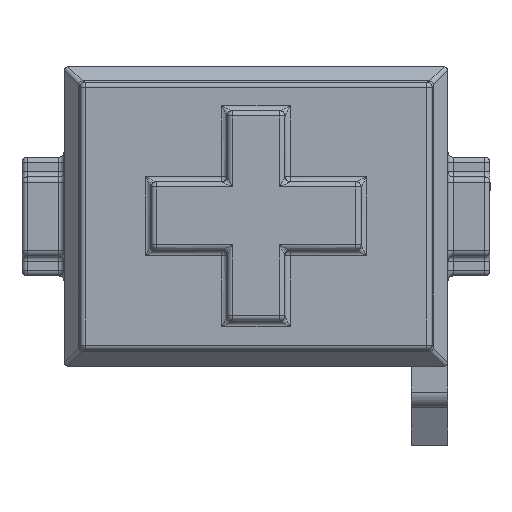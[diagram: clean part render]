
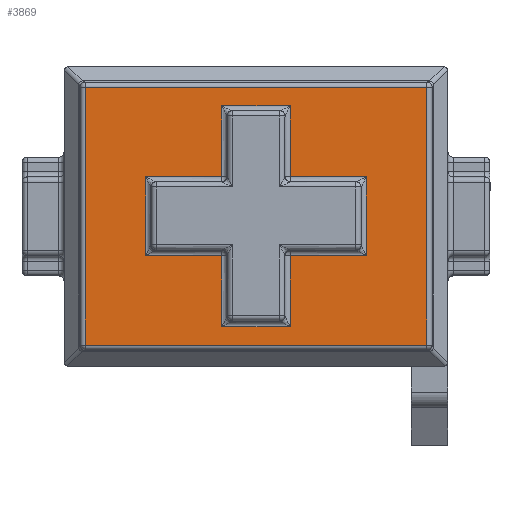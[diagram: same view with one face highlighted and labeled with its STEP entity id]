
A CAD part, top view. The second image highlights one B-rep face of the part: STEP entity #3869.
In plain terms, the highlighted planar face has unit normal (0, 0, 1).
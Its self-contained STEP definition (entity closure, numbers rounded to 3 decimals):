
#200=LINE('',#6089,#485);
#201=LINE('',#6092,#486);
#202=LINE('',#6094,#487);
#203=LINE('',#6096,#488);
#204=LINE('',#6097,#489);
#205=LINE('',#6100,#490);
#206=LINE('',#6102,#491);
#207=LINE('',#6104,#492);
#208=LINE('',#6106,#493);
#209=LINE('',#6108,#494);
#210=LINE('',#6110,#495);
#211=LINE('',#6112,#496);
#212=LINE('',#6114,#497);
#213=LINE('',#6116,#498);
#214=LINE('',#6118,#499);
#215=LINE('',#6120,#500);
#485=VECTOR('',#4767,1000.);
#486=VECTOR('',#4768,1000.);
#487=VECTOR('',#4769,1000.);
#488=VECTOR('',#4770,1000.);
#489=VECTOR('',#4771,1000.);
#490=VECTOR('',#4772,1000.);
#491=VECTOR('',#4773,1000.);
#492=VECTOR('',#4774,1000.);
#493=VECTOR('',#4775,1000.);
#494=VECTOR('',#4776,1000.);
#495=VECTOR('',#4777,1000.);
#496=VECTOR('',#4778,1000.);
#497=VECTOR('',#4779,1000.);
#498=VECTOR('',#4780,1000.);
#499=VECTOR('',#4781,1000.);
#500=VECTOR('',#4782,1000.);
#728=PLANE('',#4178);
#996=ORIENTED_EDGE('',*,*,#2188,.T.);
#997=ORIENTED_EDGE('',*,*,#2189,.T.);
#998=ORIENTED_EDGE('',*,*,#2190,.T.);
#999=ORIENTED_EDGE('',*,*,#2191,.T.);
#1000=ORIENTED_EDGE('',*,*,#2192,.T.);
#1001=ORIENTED_EDGE('',*,*,#2193,.T.);
#1002=ORIENTED_EDGE('',*,*,#2194,.T.);
#1003=ORIENTED_EDGE('',*,*,#2195,.T.);
#1004=ORIENTED_EDGE('',*,*,#2196,.T.);
#1005=ORIENTED_EDGE('',*,*,#2197,.T.);
#1006=ORIENTED_EDGE('',*,*,#2198,.T.);
#1007=ORIENTED_EDGE('',*,*,#2199,.T.);
#1008=ORIENTED_EDGE('',*,*,#2200,.T.);
#1009=ORIENTED_EDGE('',*,*,#2201,.T.);
#1010=ORIENTED_EDGE('',*,*,#2202,.T.);
#1011=ORIENTED_EDGE('',*,*,#2203,.T.);
#2188=EDGE_CURVE('',#2781,#2782,#200,.T.);
#2189=EDGE_CURVE('',#2782,#2783,#201,.T.);
#2190=EDGE_CURVE('',#2783,#2784,#202,.T.);
#2191=EDGE_CURVE('',#2784,#2781,#203,.T.);
#2192=EDGE_CURVE('',#2785,#2786,#204,.T.);
#2193=EDGE_CURVE('',#2786,#2787,#205,.T.);
#2194=EDGE_CURVE('',#2787,#2788,#206,.T.);
#2195=EDGE_CURVE('',#2788,#2789,#207,.T.);
#2196=EDGE_CURVE('',#2789,#2790,#208,.T.);
#2197=EDGE_CURVE('',#2790,#2791,#209,.T.);
#2198=EDGE_CURVE('',#2791,#2792,#210,.T.);
#2199=EDGE_CURVE('',#2792,#2793,#211,.T.);
#2200=EDGE_CURVE('',#2793,#2794,#212,.T.);
#2201=EDGE_CURVE('',#2794,#2795,#213,.T.);
#2202=EDGE_CURVE('',#2795,#2796,#214,.T.);
#2203=EDGE_CURVE('',#2796,#2785,#215,.T.);
#2781=VERTEX_POINT('',#6090);
#2782=VERTEX_POINT('',#6091);
#2783=VERTEX_POINT('',#6093);
#2784=VERTEX_POINT('',#6095);
#2785=VERTEX_POINT('',#6098);
#2786=VERTEX_POINT('',#6099);
#2787=VERTEX_POINT('',#6101);
#2788=VERTEX_POINT('',#6103);
#2789=VERTEX_POINT('',#6105);
#2790=VERTEX_POINT('',#6107);
#2791=VERTEX_POINT('',#6109);
#2792=VERTEX_POINT('',#6111);
#2793=VERTEX_POINT('',#6113);
#2794=VERTEX_POINT('',#6115);
#2795=VERTEX_POINT('',#6117);
#2796=VERTEX_POINT('',#6119);
#3296=EDGE_LOOP('',(#996,#997,#998,#999));
#3297=EDGE_LOOP('',(#1000,#1001,#1002,#1003,#1004,#1005,#1006,#1007,#1008,
#1009,#1010,#1011));
#3571=FACE_BOUND('',#3296,.T.);
#3572=FACE_BOUND('',#3297,.T.);
#3869=ADVANCED_FACE('',(#3571,#3572),#728,.F.);
#4178=AXIS2_PLACEMENT_3D('',#6088,#4765,#4766);
#4765=DIRECTION('',(0.,0.,-1.));
#4766=DIRECTION('',(-1.,0.,0.));
#4767=DIRECTION('',(-1.,0.,0.));
#4768=DIRECTION('',(0.,-1.,0.));
#4769=DIRECTION('',(1.,0.,0.));
#4770=DIRECTION('',(0.,1.,0.));
#4771=DIRECTION('',(0.,1.,0.));
#4772=DIRECTION('',(-1.,0.,0.));
#4773=DIRECTION('',(0.,1.,0.));
#4774=DIRECTION('',(1.,0.,0.));
#4775=DIRECTION('',(0.,1.,0.));
#4776=DIRECTION('',(1.,0.,0.));
#4777=DIRECTION('',(0.,-1.,0.));
#4778=DIRECTION('',(1.,0.,0.));
#4779=DIRECTION('',(0.,-1.,0.));
#4780=DIRECTION('',(-1.,0.,0.));
#4781=DIRECTION('',(0.,-1.,0.));
#4782=DIRECTION('',(-1.,0.,0.));
#6088=CARTESIAN_POINT('',(-16.86,-0.086,11.395));
#6089=CARTESIAN_POINT('',(-20.21,2.364,11.395));
#6090=CARTESIAN_POINT('',(-13.61,2.364,11.395));
#6091=CARTESIAN_POINT('',(-20.11,2.364,11.395));
#6092=CARTESIAN_POINT('',(-20.11,-2.636,11.395));
#6093=CARTESIAN_POINT('',(-20.11,-2.536,11.395));
#6094=CARTESIAN_POINT('',(-13.51,-2.536,11.395));
#6095=CARTESIAN_POINT('',(-13.61,-2.536,11.395));
#6096=CARTESIAN_POINT('',(-13.61,2.464,11.395));
#6097=CARTESIAN_POINT('',(-17.51,-0.736,11.395));
#6098=CARTESIAN_POINT('',(-17.51,-2.186,11.395));
#6099=CARTESIAN_POINT('',(-17.51,-0.836,11.395));
#6100=CARTESIAN_POINT('',(-18.86,-0.836,11.395));
#6101=CARTESIAN_POINT('',(-18.96,-0.836,11.395));
#6102=CARTESIAN_POINT('',(-18.96,0.564,11.395));
#6103=CARTESIAN_POINT('',(-18.96,0.664,11.395));
#6104=CARTESIAN_POINT('',(-17.41,0.664,11.395));
#6105=CARTESIAN_POINT('',(-17.51,0.664,11.395));
#6106=CARTESIAN_POINT('',(-17.51,1.914,11.395));
#6107=CARTESIAN_POINT('',(-17.51,2.014,11.395));
#6108=CARTESIAN_POINT('',(-16.31,2.014,11.395));
#6109=CARTESIAN_POINT('',(-16.21,2.014,11.395));
#6110=CARTESIAN_POINT('',(-16.21,0.564,11.395));
#6111=CARTESIAN_POINT('',(-16.21,0.664,11.395));
#6112=CARTESIAN_POINT('',(-14.86,0.664,11.395));
#6113=CARTESIAN_POINT('',(-14.76,0.664,11.395));
#6114=CARTESIAN_POINT('',(-14.76,-0.736,11.395));
#6115=CARTESIAN_POINT('',(-14.76,-0.836,11.395));
#6116=CARTESIAN_POINT('',(-16.31,-0.836,11.395));
#6117=CARTESIAN_POINT('',(-16.21,-0.836,11.395));
#6118=CARTESIAN_POINT('',(-16.21,-2.086,11.395));
#6119=CARTESIAN_POINT('',(-16.21,-2.186,11.395));
#6120=CARTESIAN_POINT('',(-17.41,-2.186,11.395));
